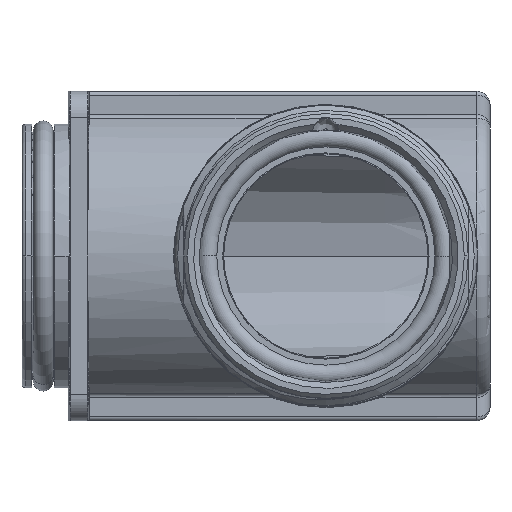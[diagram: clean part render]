
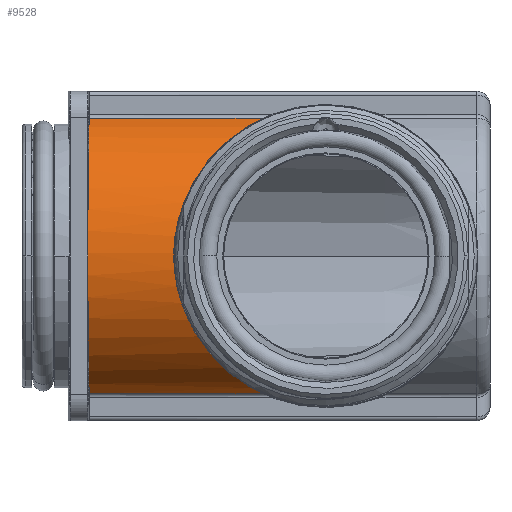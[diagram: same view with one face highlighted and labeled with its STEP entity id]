
A CAD part, front view. The second image highlights one B-rep face of the part: STEP entity #9528.
In plain terms, the highlighted cylindrical face has radius 11.25 mm (diameter 22.5 mm), a partial arc.
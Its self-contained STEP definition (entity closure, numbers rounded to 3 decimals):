
#1620=CARTESIAN_POINT('',(-11.548,6.402,
0.233));
#1622=CARTESIAN_POINT('',(-11.548,6.402,
0.233));
#1623=CARTESIAN_POINT('',(-11.542,6.408,
0.515));
#1624=CARTESIAN_POINT('',(-11.508,6.441,1.08));
#1625=CARTESIAN_POINT('',(-11.391,6.555,1.928));
#1626=CARTESIAN_POINT('',(-11.204,6.737,2.778));
#1627=CARTESIAN_POINT('',(-10.945,6.99,3.632));
#1628=CARTESIAN_POINT('',(-10.606,7.32,4.487));
#1629=CARTESIAN_POINT('',(-10.181,7.733,5.341));
#1630=CARTESIAN_POINT('',(-9.664,8.237,6.188));
#1631=CARTESIAN_POINT('',(-9.046,8.839,7.021));
#1632=CARTESIAN_POINT('',(-8.322,9.544,7.827));
#1633=CARTESIAN_POINT('',(-7.486,10.359,8.592));
#1634=CARTESIAN_POINT('',(-6.537,11.283,9.3));
#1635=CARTESIAN_POINT('',(-5.476,12.316,9.93));
#1636=CARTESIAN_POINT('',(-4.703,13.069,10.284));
#1637=CARTESIAN_POINT('',(-4.3,13.462,10.441));
#1662=CARTESIAN_POINT('',(-4.3,13.462,
-10.441));
#1916=DIRECTION('',(1.,0.,0.));
#1917=VECTOR('',#1916,13.653);
#1918=CARTESIAN_POINT('',(-17.953,13.462,10.441));
#1919=LINE('',#1918,#1917);
#1920=CARTESIAN_POINT('',(-11.548,6.402,
0.233));
#1921=CARTESIAN_POINT('',(-11.554,6.396,
-0.06));
#1922=CARTESIAN_POINT('',(-11.543,6.407,
-0.649));
#1923=CARTESIAN_POINT('',(-11.455,6.493,
-1.531));
#1924=CARTESIAN_POINT('',(-11.293,6.65,
-2.417));
#1925=CARTESIAN_POINT('',(-11.054,6.883,
-3.305));
#1926=CARTESIAN_POINT('',(-10.731,7.197,
-4.197));
#1927=CARTESIAN_POINT('',(-10.318,7.6,
-5.088));
#1928=CARTESIAN_POINT('',(-9.806,8.098,
-5.974));
#1929=CARTESIAN_POINT('',(-9.188,8.701,
-6.846));
#1930=CARTESIAN_POINT('',(-8.454,9.415,
-7.693));
#1931=CARTESIAN_POINT('',(-7.6,10.247,
-8.499));
#1932=CARTESIAN_POINT('',(-6.623,11.199,
-9.244));
#1933=CARTESIAN_POINT('',(-5.525,12.269,
-9.907));
#1934=CARTESIAN_POINT('',(-4.72,13.052,
-10.277));
#1935=CARTESIAN_POINT('',(-4.3,13.462,
-10.441));
#1937=DIRECTION('',(-1.,0.,0.));
#1938=VECTOR('',#1937,13.653);
#1939=CARTESIAN_POINT('',(-4.3,13.462,
-10.441));
#1940=LINE('',#1939,#1938);
#1941=CARTESIAN_POINT('',(-17.953,13.462,
-10.441));
#1942=CARTESIAN_POINT('',(-17.958,13.104,
-10.298));
#1943=CARTESIAN_POINT('',(-17.967,12.406,
-9.976));
#1944=CARTESIAN_POINT('',(-17.981,11.405,
-9.382));
#1945=CARTESIAN_POINT('',(-17.994,10.468,
-8.685));
#1946=CARTESIAN_POINT('',(-18.006,9.609,
-7.896));
#1947=CARTESIAN_POINT('',(-18.017,8.836,
-7.024));
#1948=CARTESIAN_POINT('',(-18.027,8.157,
-6.075));
#1949=CARTESIAN_POINT('',(-18.035,7.581,
-5.062));
#1950=CARTESIAN_POINT('',(-18.041,7.112,
-3.995));
#1951=CARTESIAN_POINT('',(-18.046,6.755,
-2.884));
#1952=CARTESIAN_POINT('',(-18.05,6.515,
-1.743));
#1953=CARTESIAN_POINT('',(-18.051,6.395,
-0.583));
#1954=CARTESIAN_POINT('',(-18.051,6.395,
0.583));
#1955=CARTESIAN_POINT('',(-18.05,6.515,1.743));
#1956=CARTESIAN_POINT('',(-18.046,6.755,2.884));
#1957=CARTESIAN_POINT('',(-18.041,7.112,3.995));
#1958=CARTESIAN_POINT('',(-18.035,7.581,5.062));
#1959=CARTESIAN_POINT('',(-18.027,8.157,6.075));
#1960=CARTESIAN_POINT('',(-18.017,8.836,7.024));
#1961=CARTESIAN_POINT('',(-18.006,9.609,7.897));
#1962=CARTESIAN_POINT('',(-17.994,10.468,8.685));
#1963=CARTESIAN_POINT('',(-17.981,11.405,9.382));
#1964=CARTESIAN_POINT('',(-17.967,12.406,9.976));
#1965=CARTESIAN_POINT('',(-17.958,13.104,10.298));
#1966=CARTESIAN_POINT('',(-17.953,13.462,10.441));
#1968=CARTESIAN_POINT('',(-17.953,13.462,10.441));
#6529=VERTEX_POINT('',#1620);
#6530=VERTEX_POINT('',#1637);
#6534=VERTEX_POINT('',#1662);
#6561=VERTEX_POINT('',#1968);
#6577=VERTEX_POINT('',#1941);
#9515=CARTESIAN_POINT('',(-19.55,17.65,0.));
#9516=DIRECTION('',(1.,0.,0.));
#9517=DIRECTION('',(0.,0.,1.));
#9518=AXIS2_PLACEMENT_3D('',#9515,#9516,#9517);
#9519=CYLINDRICAL_SURFACE('',#9518,11.25);
#9521=ORIENTED_EDGE('',*,*,#9520,.T.);
#9522=ORIENTED_EDGE('',*,*,#8979,.F.);
#9523=ORIENTED_EDGE('',*,*,#9077,.T.);
#9524=ORIENTED_EDGE('',*,*,#9507,.T.);
#9525=ORIENTED_EDGE('',*,*,#8023,.T.);
#9526=EDGE_LOOP('',(#9521,#9522,#9523,#9524,#9525));
#9527=FACE_OUTER_BOUND('',#9526,.F.);
#1638=B_SPLINE_CURVE_WITH_KNOTS('',3,(#1622,#1623,#1624,#1625,#1626,#1627,#1628,
#1629,#1630,#1631,#1632,#1633,#1634,#1635,#1636,#1637),.UNSPECIFIED.,.F.,.F.,(4,
1,1,1,1,1,1,1,1,1,1,1,1,4),(0.,0.077,0.154,
0.231,0.308,0.385,0.462,
0.538,0.615,0.692,0.769,
0.846,0.923,1.),.UNSPECIFIED.);
#1936=B_SPLINE_CURVE_WITH_KNOTS('',3,(#1920,#1921,#1922,#1923,#1924,#1925,#1926,
#1927,#1928,#1929,#1930,#1931,#1932,#1933,#1934,#1935),.UNSPECIFIED.,.F.,.F.,(4,
1,1,1,1,1,1,1,1,1,1,1,1,4),(0.,0.077,0.154,
0.231,0.308,0.385,0.462,
0.538,0.615,0.692,0.769,
0.846,0.923,1.),.UNSPECIFIED.);
#1967=B_SPLINE_CURVE_WITH_KNOTS('',3,(#1941,#1942,#1943,#1944,#1945,#1946,#1947,
#1948,#1949,#1950,#1951,#1952,#1953,#1954,#1955,#1956,#1957,#1958,#1959,#1960,
#1961,#1962,#1963,#1964,#1965,#1966),.UNSPECIFIED.,.F.,.F.,(4,1,1,1,1,1,1,1,1,1,
1,1,1,1,1,1,1,1,1,1,1,1,1,4),(0.,0.043,0.087,
0.13,0.174,0.217,0.261,
0.304,0.348,0.391,0.435,
0.478,0.522,0.565,0.609,
0.652,0.696,0.739,0.783,
0.826,0.87,0.913,0.957,1.),
.UNSPECIFIED.);
#8023=EDGE_CURVE('',#6577,#6561,#1967,.T.);
#8979=EDGE_CURVE('',#6529,#6530,#1638,.T.);
#9077=EDGE_CURVE('',#6529,#6534,#1936,.T.);
#9507=EDGE_CURVE('',#6534,#6577,#1940,.T.);
#9520=EDGE_CURVE('',#6561,#6530,#1919,.T.);
#9528=ADVANCED_FACE('',(#9527),#9519,.T.);
